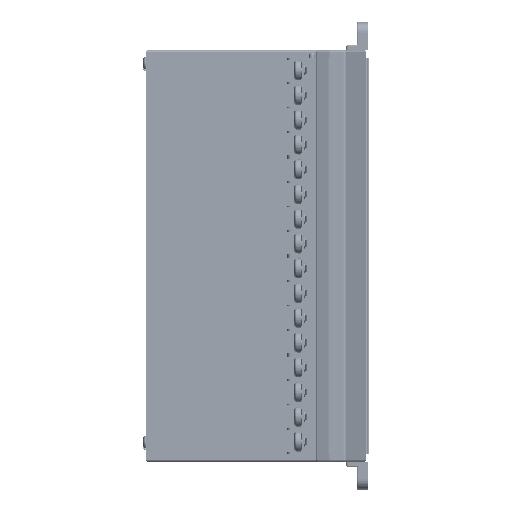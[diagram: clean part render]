
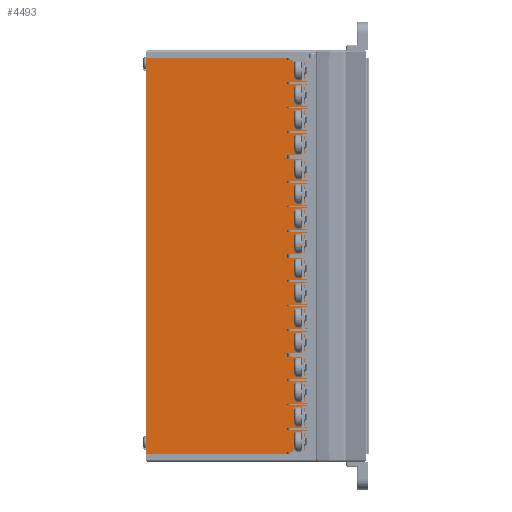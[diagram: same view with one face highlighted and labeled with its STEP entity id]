
A CAD part, left-side view. The second image highlights one B-rep face of the part: STEP entity #4493.
In plain terms, the highlighted planar face has unit normal (-1, 0, 0.002).
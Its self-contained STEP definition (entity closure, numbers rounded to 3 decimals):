
#476 = EDGE_LOOP ( 'NONE', ( #34323, #32677, #29942, #13904 ) ) ;
#781 = DIRECTION ( 'NONE',  ( 0., 0., 1. ) ) ;
#935 = VECTOR ( 'NONE', #781, 1000. ) ;
#1041 = CARTESIAN_POINT ( 'NONE',  ( -34.75, 31., -142.3 ) ) ;
#2952 = CARTESIAN_POINT ( 'NONE',  ( -34.75, -31., -142.3 ) ) ;
#3735 = CARTESIAN_POINT ( 'NONE',  ( -34.75, 31., 0. ) ) ;
#4493 = ADVANCED_FACE ( 'NONE', ( #10935 ), #23227, .T. ) ;
#8915 = VERTEX_POINT ( 'NONE', #3735 ) ;
#9063 = VERTEX_POINT ( 'NONE', #13361 ) ;
#9195 = AXIS2_PLACEMENT_3D ( 'NONE', #32063, #14522, #17452 ) ;
#9742 = VERTEX_POINT ( 'NONE', #18822 ) ;
#10935 = FACE_OUTER_BOUND ( 'NONE', #476, .T. ) ;
#11588 = VERTEX_POINT ( 'NONE', #2952 ) ;
#11975 = EDGE_CURVE ( 'NONE', #11588, #9063, #15469, .T. ) ;
#12119 = DIRECTION ( 'NONE',  ( 0., 0., 1. ) ) ;
#13361 = CARTESIAN_POINT ( 'NONE',  ( -34.75, -31., 0. ) ) ;
#13904 = ORIENTED_EDGE ( 'NONE', *, *, #11975, .T. ) ;
#14522 = DIRECTION ( 'NONE',  ( -1., 0., 0. ) ) ;
#14990 = CARTESIAN_POINT ( 'NONE',  ( -34.75, 31., 0. ) ) ;
#15106 = EDGE_CURVE ( 'NONE', #9742, #11588, #15677, .T. ) ;
#15469 = LINE ( 'NONE', #27056, #33364 ) ;
#15677 = LINE ( 'NONE', #1041, #26646 ) ;
#16570 = EDGE_CURVE ( 'NONE', #9742, #8915, #18292, .T. ) ;
#17452 = DIRECTION ( 'NONE',  ( 0., 0., 1. ) ) ;
#18292 = LINE ( 'NONE', #30180, #935 ) ;
#18822 = CARTESIAN_POINT ( 'NONE',  ( -34.75, 31., -142.3 ) ) ;
#23227 = PLANE ( 'NONE',  #9195 ) ;
#23810 = DIRECTION ( 'NONE',  ( 0., -1., 0. ) ) ;
#26646 = VECTOR ( 'NONE', #33049, 1000. ) ;
#27056 = CARTESIAN_POINT ( 'NONE',  ( -34.75, -31., -142.3 ) ) ;
#29942 = ORIENTED_EDGE ( 'NONE', *, *, #15106, .T. ) ;
#30180 = CARTESIAN_POINT ( 'NONE',  ( -34.75, 31., -142.3 ) ) ;
#32063 = CARTESIAN_POINT ( 'NONE',  ( -34.75, 31., -142.3 ) ) ;
#32677 = ORIENTED_EDGE ( 'NONE', *, *, #16570, .F. ) ;
#33049 = DIRECTION ( 'NONE',  ( 0., -1., 0. ) ) ;
#33364 = VECTOR ( 'NONE', #12119, 1000. ) ;
#34323 = ORIENTED_EDGE ( 'NONE', *, *, #37759, .F. ) ;
#34513 = LINE ( 'NONE', #14990, #36361 ) ;
#36361 = VECTOR ( 'NONE', #23810, 1000. ) ;
#37759 = EDGE_CURVE ( 'NONE', #8915, #9063, #34513, .T. ) ;
